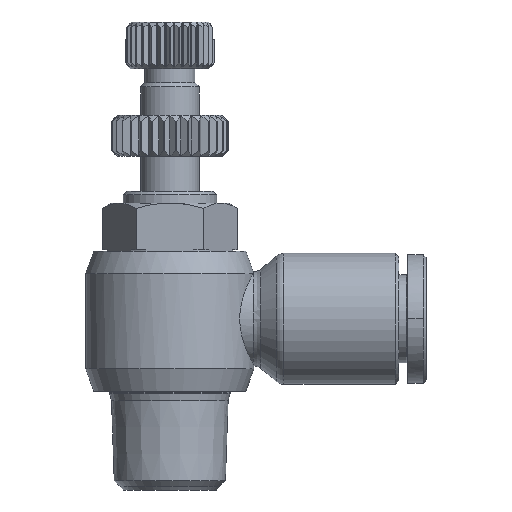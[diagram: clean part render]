
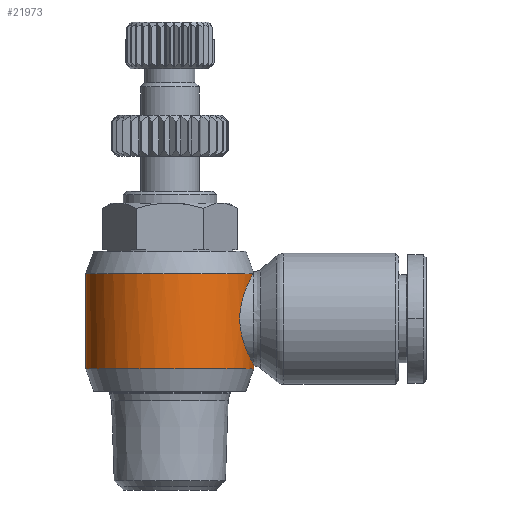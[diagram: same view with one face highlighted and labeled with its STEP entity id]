
A CAD part, front view. The second image highlights one B-rep face of the part: STEP entity #21973.
In plain terms, the highlighted cylindrical face has radius 7.2 mm (diameter 14.4 mm), a partial arc.
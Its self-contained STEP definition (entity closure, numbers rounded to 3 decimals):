
#337=CARTESIAN_POINT('',(-8.2,0.,-4.002));
#338=VERTEX_POINT('',#337);
#383=CARTESIAN_POINT('',(-8.2,0.,-4.277));
#384=VERTEX_POINT('',#383);
#385=CARTESIAN_POINT('',(-8.2,0.,-4.277));
#386=DIRECTION('',(0.0,0.0,1.0));
#387=VECTOR('',#386,0.275);
#388=LINE('',#385,#387);
#389=EDGE_CURVE('',#384,#338,#388,.T.);
#391=CARTESIAN_POINT('',(6.2,0.,-4.277));
#392=VERTEX_POINT('',#391);
#400=CARTESIAN_POINT('',(6.2,0.,3.877));
#401=VERTEX_POINT('',#400);
#402=CARTESIAN_POINT('',(6.2,0.,3.877));
#403=DIRECTION('',(0.0,0.0,-1.0));
#404=VECTOR('',#403,8.154);
#405=LINE('',#402,#404);
#406=EDGE_CURVE('',#401,#392,#405,.T.);
#21847=CARTESIAN_POINT('',(-8.132,0.985,3.877));
#21848=VERTEX_POINT('',#21847);
#21849=CARTESIAN_POINT('',(-1.,0.,3.877));
#21850=DIRECTION('',(0.0,0.0,1.0));
#21851=DIRECTION('',(-1.0,0.0,0.0));
#21852=AXIS2_PLACEMENT_3D('',#21849,#21850,#21851);
#21853=CIRCLE('',#21852,7.2);
#21854=EDGE_CURVE('',#401,#21848,#21853,.T.);
#21903=CARTESIAN_POINT('',(-1.,0.,-4.277));
#21904=DIRECTION('',(0.0,0.0,1.0));
#21905=DIRECTION('',(-1.0,0.0,0.0));
#21906=AXIS2_PLACEMENT_3D('',#21903,#21904,#21905);
#21907=CIRCLE('',#21906,7.2);
#21908=EDGE_CURVE('',#392,#384,#21907,.T.);
#21915=CARTESIAN_POINT('',(-1.,0.,-0.2));
#21916=DIRECTION('',(0.,0.,1.0));
#21917=DIRECTION('',(-1.0,0.0,0.0));
#21918=AXIS2_PLACEMENT_3D('',#21915,#21916,#21917);
#21919=CYLINDRICAL_SURFACE('',#21918,7.2);
#21920=ORIENTED_EDGE('',*,*,#389,.T.);
#21921=CARTESIAN_POINT('',(-8.135,0.965,-3.882));
#21922=VERTEX_POINT('',#21921);
#21923=CARTESIAN_POINT('',(-8.135,0.965,-3.882));
#21924=CARTESIAN_POINT('',(-8.149,0.859,-3.908));
#21925=CARTESIAN_POINT('',(-8.161,0.752,-3.931));
#21926=CARTESIAN_POINT('',(-8.18,0.549,-3.964));
#21927=CARTESIAN_POINT('',(-8.186,0.455,-3.977));
#21928=CARTESIAN_POINT('',(-8.197,0.24,-3.996));
#21929=CARTESIAN_POINT('',(-8.2,0.12,-4.002));
#21930=CARTESIAN_POINT('',(-8.2,0.,-4.002));
#21931=B_SPLINE_CURVE_WITH_KNOTS('',3,(#21923,#21924,#21925,#21926,#21927,#21928,#21929,#21930),.UNSPECIFIED.,.F.,.U.,(4,2,2,4),(-1.958,-1.627,-1.34,-0.979),.UNSPECIFIED.);
#21932=EDGE_CURVE('',#21922,#338,#21931,.T.);
#21933=ORIENTED_EDGE('',*,*,#21932,.F.);
#21934=CARTESIAN_POINT('',(-8.132,0.985,3.877));
#21935=CARTESIAN_POINT('',(-8.106,1.177,3.828));
#21936=CARTESIAN_POINT('',(-8.072,1.365,3.765));
#21937=CARTESIAN_POINT('',(-7.978,1.792,3.586));
#21938=CARTESIAN_POINT('',(-7.913,2.026,3.459));
#21939=CARTESIAN_POINT('',(-7.771,2.457,3.167));
#21940=CARTESIAN_POINT('',(-7.696,2.654,3.002));
#21941=CARTESIAN_POINT('',(-7.546,3.003,2.654));
#21942=CARTESIAN_POINT('',(-7.468,3.168,2.456));
#21943=CARTESIAN_POINT('',(-7.317,3.459,2.025));
#21944=CARTESIAN_POINT('',(-7.245,3.586,1.792));
#21945=CARTESIAN_POINT('',(-7.122,3.792,1.302));
#21946=CARTESIAN_POINT('',(-7.072,3.87,1.044));
#21947=CARTESIAN_POINT('',(-7.004,3.975,0.523));
#21948=CARTESIAN_POINT('',(-6.987,4.,0.258));
#21949=CARTESIAN_POINT('',(-6.987,4.,0.));
#21950=CARTESIAN_POINT('',(-6.987,4.,-0.258));
#21951=CARTESIAN_POINT('',(-7.004,3.975,-0.523));
#21952=CARTESIAN_POINT('',(-7.072,3.87,-1.044));
#21953=CARTESIAN_POINT('',(-7.122,3.792,-1.302));
#21954=CARTESIAN_POINT('',(-7.245,3.586,-1.792));
#21955=CARTESIAN_POINT('',(-7.317,3.459,-2.025));
#21956=CARTESIAN_POINT('',(-7.468,3.168,-2.456));
#21957=CARTESIAN_POINT('',(-7.546,3.003,-2.654));
#21958=CARTESIAN_POINT('',(-7.696,2.654,-3.002));
#21959=CARTESIAN_POINT('',(-7.771,2.457,-3.167));
#21960=CARTESIAN_POINT('',(-7.913,2.026,-3.459));
#21961=CARTESIAN_POINT('',(-7.978,1.792,-3.586));
#21962=CARTESIAN_POINT('',(-8.073,1.359,-3.768));
#21963=CARTESIAN_POINT('',(-8.108,1.163,-3.833));
#21964=CARTESIAN_POINT('',(-8.135,0.965,-3.882));
#21965=B_SPLINE_CURVE_WITH_KNOTS('',3,(#21934,#21935,#21936,#21937,#21938,#21939,#21940,#21941,#21942,#21943,#21944,#21945,#21946,#21947,#21948,#21949,#21950,#21951,#21952,#21953,#21954,#21955,#21956,#21957,#21958,#21959,#21960,#21961,#21962,#21963,#21964),.UNSPECIFIED.,.F.,.U.,(4,2,2,2,2,2,2,3,2,2,2,2,2,2,4),(-5.213,-4.642,-3.871,-3.099,-2.325,-1.55,-0.775,0.0,0.775,1.55,2.325,3.099,3.871,4.642,5.233),.UNSPECIFIED.);
#21966=EDGE_CURVE('',#21848,#21922,#21965,.T.);
#21967=ORIENTED_EDGE('',*,*,#21966,.F.);
#21968=ORIENTED_EDGE('',*,*,#21854,.F.);
#21969=ORIENTED_EDGE('',*,*,#406,.T.);
#21970=ORIENTED_EDGE('',*,*,#21908,.T.);
#21971=EDGE_LOOP('',(#21920,#21933,#21967,#21968,#21969,#21970));
#21972=FACE_OUTER_BOUND('',#21971,.T.);
#21973=ADVANCED_FACE('',(#21972),#21919,.T.);
